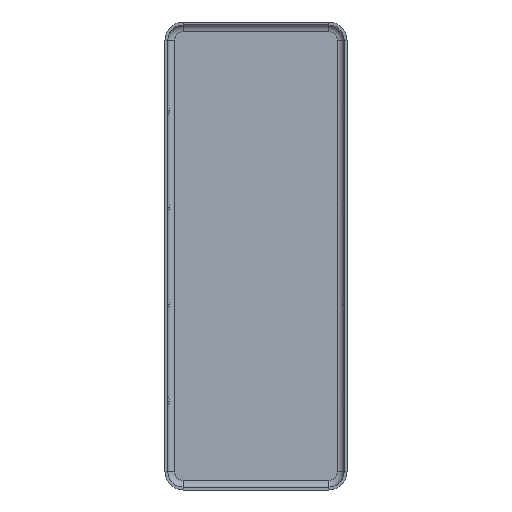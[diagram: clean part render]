
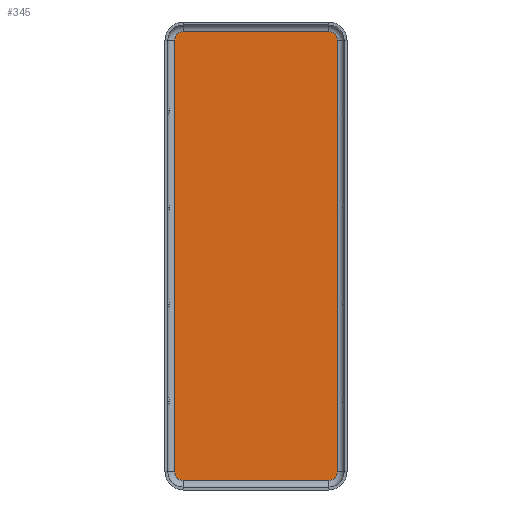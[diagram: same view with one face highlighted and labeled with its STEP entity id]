
A CAD part, front view. The second image highlights one B-rep face of the part: STEP entity #345.
In plain terms, the highlighted planar face has unit normal (0, -1, 0).
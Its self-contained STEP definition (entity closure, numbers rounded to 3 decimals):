
#7 = DIRECTION ( 'NONE',  ( -1., 0., 0. ) ) ;
#24 = VECTOR ( 'NONE', #1309, 1000. ) ;
#54 = AXIS2_PLACEMENT_3D ( 'NONE', #1520, #1819, #548 ) ;
#55 = ORIENTED_EDGE ( 'NONE', *, *, #370, .T. ) ;
#64 = VERTEX_POINT ( 'NONE', #1306 ) ;
#66 = ORIENTED_EDGE ( 'NONE', *, *, #988, .F. ) ;
#89 = CARTESIAN_POINT ( 'NONE',  ( -7.5, 0., -23.15 ) ) ;
#127 = CARTESIAN_POINT ( 'NONE',  ( -8.4, 0., -22.25 ) ) ;
#185 = LINE ( 'NONE', #975, #458 ) ;
#193 = CARTESIAN_POINT ( 'NONE',  ( 7.5, 0., -23.15 ) ) ;
#210 = VERTEX_POINT ( 'NONE', #1508 ) ;
#220 = VERTEX_POINT ( 'NONE', #89 ) ;
#244 = PLANE ( 'NONE',  #1014 ) ;
#260 = LINE ( 'NONE', #193, #24 ) ;
#272 = DIRECTION ( 'NONE',  ( 0., 0., -1. ) ) ;
#345 = ADVANCED_FACE ( 'NONE', ( #1652 ), #244, .T. ) ;
#347 = DIRECTION ( 'NONE',  ( 0., 0., -1. ) ) ;
#356 = ORIENTED_EDGE ( 'NONE', *, *, #1903, .T. ) ;
#370 = EDGE_CURVE ( 'NONE', #1395, #210, #1301, .T. ) ;
#389 = VERTEX_POINT ( 'NONE', #127 ) ;
#438 = DIRECTION ( 'NONE',  ( 0., 0., 1. ) ) ;
#458 = VECTOR ( 'NONE', #7, 1000. ) ;
#548 = DIRECTION ( 'NONE',  ( 0., 0., 1. ) ) ;
#584 = VERTEX_POINT ( 'NONE', #1458 ) ;
#587 = EDGE_CURVE ( 'NONE', #1094, #389, #1775, .T. ) ;
#596 = EDGE_CURVE ( 'NONE', #210, #930, #185, .T. ) ;
#620 = AXIS2_PLACEMENT_3D ( 'NONE', #1564, #912, #2004 ) ;
#632 = EDGE_CURVE ( 'NONE', #64, #220, #260, .T. ) ;
#724 = EDGE_CURVE ( 'NONE', #1395, #584, #1624, .T. ) ;
#732 = DIRECTION ( 'NONE',  ( 0., -1., 0. ) ) ;
#744 = DIRECTION ( 'NONE',  ( 0., 1., 0. ) ) ;
#752 = CARTESIAN_POINT ( 'NONE',  ( -7.5, 0., 23.15 ) ) ;
#798 = CARTESIAN_POINT ( 'NONE',  ( -7.5, 0., 22.25 ) ) ;
#908 = CIRCLE ( 'NONE', #1252, 0.9 ) ;
#912 = DIRECTION ( 'NONE',  ( 0., -1., 0. ) ) ;
#925 = EDGE_LOOP ( 'NONE', ( #1524, #66, #1102, #55, #1509, #1329, #1535, #356 ) ) ;
#930 = VERTEX_POINT ( 'NONE', #752 ) ;
#975 = CARTESIAN_POINT ( 'NONE',  ( 7.5, 0., 23.15 ) ) ;
#988 = EDGE_CURVE ( 'NONE', #584, #64, #908, .T. ) ;
#1014 = AXIS2_PLACEMENT_3D ( 'NONE', #1357, #732, #272 ) ;
#1085 = AXIS2_PLACEMENT_3D ( 'NONE', #798, #2052, #347 ) ;
#1094 = VERTEX_POINT ( 'NONE', #1441 ) ;
#1102 = ORIENTED_EDGE ( 'NONE', *, *, #724, .F. ) ;
#1124 = VECTOR ( 'NONE', #1791, 1000. ) ;
#1146 = CARTESIAN_POINT ( 'NONE',  ( -8.4, 0., 0. ) ) ;
#1148 = VECTOR ( 'NONE', #1463, 1000. ) ;
#1252 = AXIS2_PLACEMENT_3D ( 'NONE', #1392, #744, #438 ) ;
#1301 = CIRCLE ( 'NONE', #620, 0.9 ) ;
#1306 = CARTESIAN_POINT ( 'NONE',  ( 7.5, 0., -23.15 ) ) ;
#1309 = DIRECTION ( 'NONE',  ( -1., 0., 0. ) ) ;
#1329 = ORIENTED_EDGE ( 'NONE', *, *, #1636, .F. ) ;
#1357 = CARTESIAN_POINT ( 'NONE',  ( 7.5, 0., -22.25 ) ) ;
#1392 = CARTESIAN_POINT ( 'NONE',  ( 7.5, 0., -22.25 ) ) ;
#1395 = VERTEX_POINT ( 'NONE', #1413 ) ;
#1413 = CARTESIAN_POINT ( 'NONE',  ( 8.4, 0., 22.25 ) ) ;
#1441 = CARTESIAN_POINT ( 'NONE',  ( -8.4, 0., 22.25 ) ) ;
#1446 = CIRCLE ( 'NONE', #54, 0.9 ) ;
#1458 = CARTESIAN_POINT ( 'NONE',  ( 8.4, 0., -22.25 ) ) ;
#1463 = DIRECTION ( 'NONE',  ( 0., 0., -1. ) ) ;
#1470 = CARTESIAN_POINT ( 'NONE',  ( 8.4, 0., 0. ) ) ;
#1508 = CARTESIAN_POINT ( 'NONE',  ( 7.5, 0., 23.15 ) ) ;
#1509 = ORIENTED_EDGE ( 'NONE', *, *, #596, .T. ) ;
#1520 = CARTESIAN_POINT ( 'NONE',  ( -7.5, 0., -22.25 ) ) ;
#1524 = ORIENTED_EDGE ( 'NONE', *, *, #632, .F. ) ;
#1528 = CIRCLE ( 'NONE', #1085, 0.9 ) ;
#1535 = ORIENTED_EDGE ( 'NONE', *, *, #587, .T. ) ;
#1564 = CARTESIAN_POINT ( 'NONE',  ( 7.5, 0., 22.25 ) ) ;
#1624 = LINE ( 'NONE', #1470, #1124 ) ;
#1636 = EDGE_CURVE ( 'NONE', #1094, #930, #1528, .T. ) ;
#1652 = FACE_OUTER_BOUND ( 'NONE', #925, .T. ) ;
#1775 = LINE ( 'NONE', #1146, #1148 ) ;
#1791 = DIRECTION ( 'NONE',  ( 0., 0., -1. ) ) ;
#1819 = DIRECTION ( 'NONE',  ( 0., -1., 0. ) ) ;
#1903 = EDGE_CURVE ( 'NONE', #389, #220, #1446, .T. ) ;
#2004 = DIRECTION ( 'NONE',  ( 0., 0., -1. ) ) ;
#2052 = DIRECTION ( 'NONE',  ( 0., 1., 0. ) ) ;
